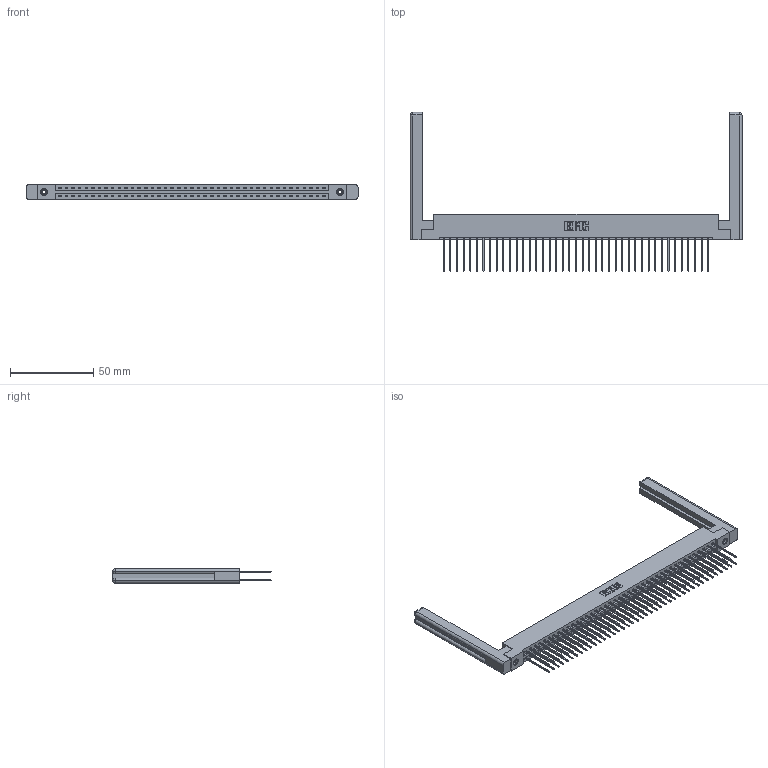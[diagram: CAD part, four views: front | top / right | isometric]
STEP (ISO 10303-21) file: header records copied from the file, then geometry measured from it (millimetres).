
FILE_DESCRIPTION (( 'STEP AP203' ), '1' );
FILE_NAME ('337-082-541-258.STEP', '2019-10-10T13:07:18', ( '' ), ( '' ), 'SwSTEP 2.0', 'SolidWorks 2016', '' );
FILE_SCHEMA (( 'CONFIG_CONTROL_DESIGN' ));
Length unit declared in the file: inch
Products named in the file (5): 345-292-001_345-293-141; 307-220-058; 345-250-001_345-250-001-102; 337-082-541-258; 337 Part_Flush Mounting Lugs - 0.156 Dia-TI
Assembly tree (87 placements, depth 2):
  337-082-541-258
    337 Part_Flush Mounting Lugs - 0.156 Dia-TI
    345-292-001_345-293-141  x82
    345-250-001_345-250-001-102  x2
    307-220-058  x2
Bounding box: 199.09 x 95.38 x 9.4 mm (x, y, z)
Volume: 28580.6 mm3; surface area: 31634.5 mm2
Topology: 87 solids, 87 shells, 4684 faces, 13867 edges, 9122 vertices
Faces by surface type: plane 3270, cylinder 1390, cone 12, torus 12
Entity records: 34570 total; most frequent: CARTESIAN_POINT 5833, ORIENTED_EDGE 5708, DIRECTION 4978, EDGE_CURVE 2854, LINE 2678, VECTOR 2678, VERTEX_POINT 1894, AXIS2_PLACEMENT_3D 1150
